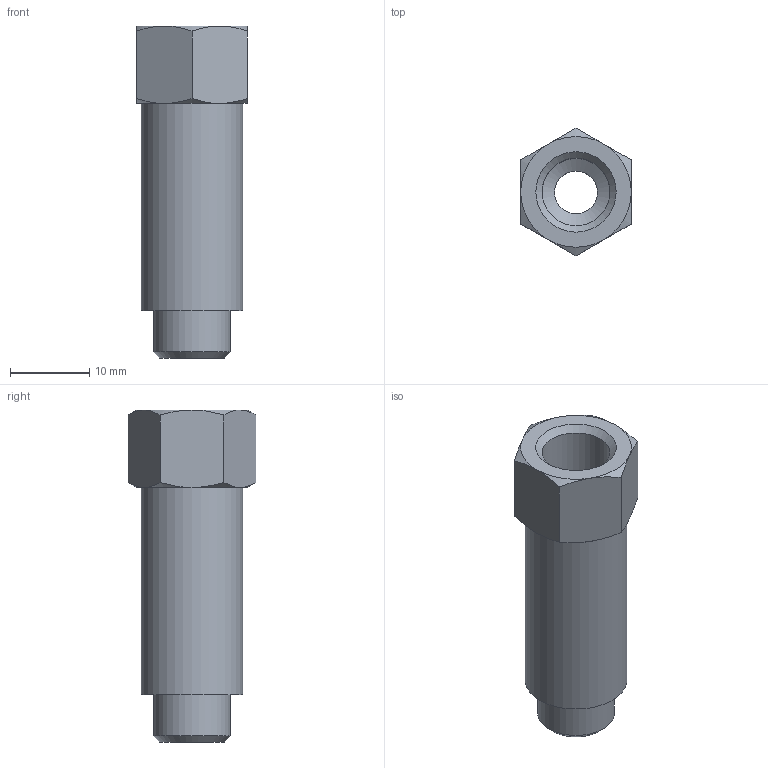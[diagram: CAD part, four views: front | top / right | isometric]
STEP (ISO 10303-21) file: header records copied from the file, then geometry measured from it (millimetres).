
FILE_DESCRIPTION((''),'2;1');
FILE_NAME('Verlaengerung_G1_8_36mm_A27008024.stp','2006-07-12T10:58:55',('ScheitB'),(''),'Autodesk Inventor 10','Autodesk Inventor 10','');
FILE_SCHEMA(('AUTOMOTIVE_DESIGN { 1 0 10303 214 1 1 1 1 }'));
Length unit declared in the file: millimetre
Products named in the file (1): anver03a
Bounding box: 14 x 16.17 x 42 mm (x, y, z)
Volume: 3358.9 mm3; surface area: 3009.4 mm2
Topology: 1 solids, 1 shells, 29 faces, 60 edges, 35 vertices
Faces by surface type: cone 14, plane 10, bspline 3, cylinder 2
Full cylindrical faces by diameter (mm): 9.728 x1, 12.9 x1
Entity records: 754 total; most frequent: CARTESIAN_POINT 215, DIRECTION 104, ORIENTED_EDGE 104, EDGE_CURVE 52, AXIS2_PLACEMENT_3D 49, EDGE_LOOP 40, VERTEX_POINT 34, FACE_OUTER_BOUND 29
